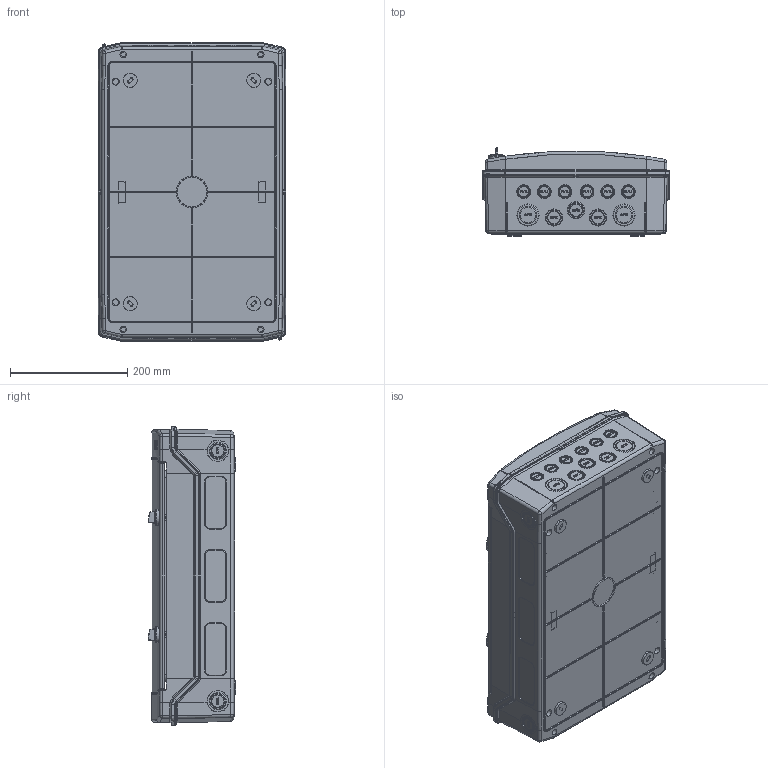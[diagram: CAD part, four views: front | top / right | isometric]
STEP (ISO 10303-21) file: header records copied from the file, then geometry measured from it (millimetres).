
FILE_DESCRIPTION(/* description */ ('Unknown'),/* implementation_level */ '2;1');
FILE_NAME(/* name */ 'ECH_36PT',/* time_stamp */ '2020-06-03T15:54:27+02:00',/* author */ ('Unknown'),/* organization */ ('Unknown'),/* preprocessor_version */ 'ST-DEVELOPER v16.7',/* originating_system */ 'DEX',/* authorisation */ $);
FILE_SCHEMA (('AUTOMOTIVE_DESIGN {1 0 10303 214 3 1 1}'));
Products named in the file (11): ECH_36PT; Bottom_ECH_36PT; Front_ECH_36PT; Door_ECH_36PT; TH Rail; TH bracket; Screw 30; Lock part A; Lock part B; ETI LOGO
Assembly tree (18 placements, depth 3):
  ECH_36PT
    Bottom_ECH_36PT
    Front_ECH_36PT
    Door_ECH_36PT
    TH Rail  x3
      TH bracket
      TH Rail
    Screw 30  x4
    Lock part A  x2
    Lock part B  x2
    ETI LOGO
Bounding box: 318.55 x 149.71 x 508.5 mm (x, y, z)
Volume: 1622401.5 mm3; surface area: 1682559.3 mm2
Topology: 23 solids, 23 shells, 5011 faces, 13098 edges, 8434 vertices
Faces by surface type: plane 3048, bspline 780, cylinder 686, cone 405, torus 60, sphere 32
Full cylindrical faces by diameter (mm): 3.8 x4, 11.5 x2, 15 x4, 20 x2
Entity records: 146038 total; most frequent: CARTESIAN_POINT 51785, ORIENTED_EDGE 20900, DIRECTION 16318, EDGE_CURVE 10450, VERTEX_POINT 6822, LINE 6490, VECTOR 6490, AXIS2_PLACEMENT_3D 4914
